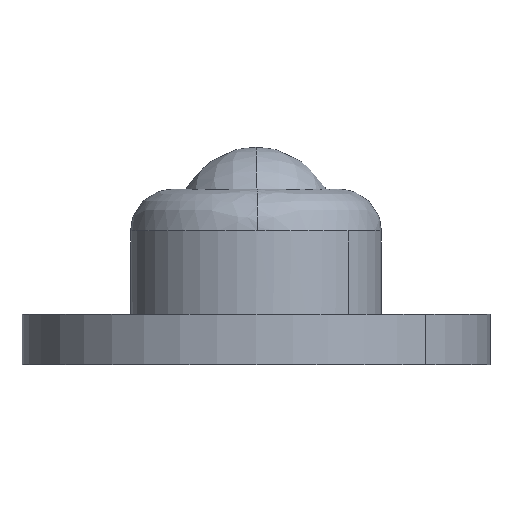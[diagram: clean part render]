
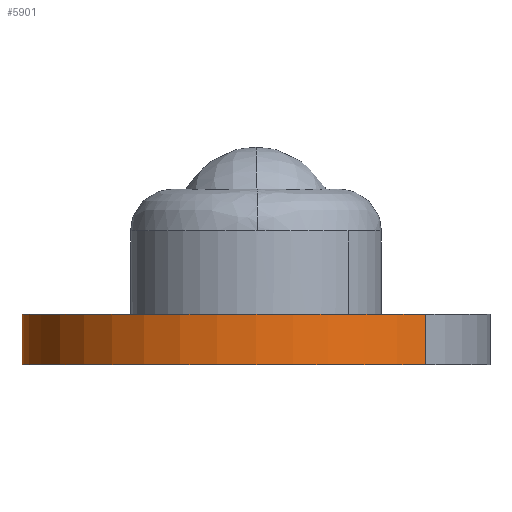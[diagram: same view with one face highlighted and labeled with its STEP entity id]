
A CAD part, left-side view. The second image highlights one B-rep face of the part: STEP entity #5901.
In plain terms, the highlighted free-form (B-spline) face has degree [2, 1] with [5, 2] control points.
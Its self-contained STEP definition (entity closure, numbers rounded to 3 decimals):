
#4824=CARTESIAN_POINT('',(-19.274,-20.31,6.));
#4825=VERTEX_POINT('',#4824);
#4826=CARTESIAN_POINT('',(-28.0,0.0,6.));
#4827=VERTEX_POINT('',#4826);
#4828=CARTESIAN_POINT('',(-19.274,-20.31,6.));
#4829=CARTESIAN_POINT('',(-20.132,-19.496,6.));
#4830=CARTESIAN_POINT('',(-21.907,-17.584,6.));
#4831=CARTESIAN_POINT('',(-24.181,-14.321,6.));
#4832=CARTESIAN_POINT('',(-25.866,-10.918,6.));
#4833=CARTESIAN_POINT('',(-27.105,-7.333,6.));
#4834=CARTESIAN_POINT('',(-27.835,-3.787,6.));
#4835=CARTESIAN_POINT('',(-28.,-1.184,6.));
#4836=CARTESIAN_POINT('',(-28.0,0.0,6.));
#4837=B_SPLINE_CURVE_WITH_KNOTS('',3,(#4828,#4829,#4830,#4831,#4832,#4833,#4834,#4835,#4836),.UNSPECIFIED.,.F.,.U.,(4,1,1,1,1,1,4),(0.,3.551,7.811,11.895,14.913,19.174,22.724),.UNSPECIFIED.);
#4838=EDGE_CURVE('',#4825,#4827,#4837,.T.);
#4875=CARTESIAN_POINT('',(19.274,20.31,6.));
#4876=VERTEX_POINT('',#4875);
#4890=CARTESIAN_POINT('',(0.0,28.0,6.));
#4891=VERTEX_POINT('',#4890);
#4892=CARTESIAN_POINT('',(0.0,28.0,6.));
#4893=CARTESIAN_POINT('',(1.495,28.,6.));
#4894=CARTESIAN_POINT('',(3.654,27.827,6.));
#4895=CARTESIAN_POINT('',(6.968,27.17,6.));
#4896=CARTESIAN_POINT('',(9.674,26.343,6.));
#4897=CARTESIAN_POINT('',(12.772,24.988,6.));
#4898=CARTESIAN_POINT('',(15.983,23.116,6.));
#4899=CARTESIAN_POINT('',(18.15,21.378,6.));
#4900=CARTESIAN_POINT('',(19.274,20.31,6.));
#4901=B_SPLINE_CURVE_WITH_KNOTS('',3,(#4892,#4893,#4894,#4895,#4896,#4897,#4898,#4899,#4900),.UNSPECIFIED.,.F.,.U.,(4,1,1,1,1,1,4),(0.,4.484,6.477,10.131,12.954,16.608,21.258),.UNSPECIFIED.);
#4902=EDGE_CURVE('',#4891,#4876,#4901,.T.);
#4904=CARTESIAN_POINT('',(-28.0,0.0,6.));
#4905=CARTESIAN_POINT('',(-28.,1.833,6.));
#4906=CARTESIAN_POINT('',(-27.701,4.868,6.));
#4907=CARTESIAN_POINT('',(-26.739,8.472,6.));
#4908=CARTESIAN_POINT('',(-25.663,11.312,6.));
#4909=CARTESIAN_POINT('',(-24.542,13.574,6.));
#4910=CARTESIAN_POINT('',(-22.963,16.102,6.));
#4911=CARTESIAN_POINT('',(-20.897,18.783,6.));
#4912=CARTESIAN_POINT('',(-18.174,21.423,6.));
#4913=CARTESIAN_POINT('',(-15.205,23.583,6.));
#4914=CARTESIAN_POINT('',(-12.76,24.968,6.));
#4915=CARTESIAN_POINT('',(-10.252,26.099,6.));
#4916=CARTESIAN_POINT('',(-7.92,26.901,6.));
#4917=CARTESIAN_POINT('',(-4.41,27.746,6.));
#4918=CARTESIAN_POINT('',(-1.833,28.,6.));
#4919=CARTESIAN_POINT('',(0.0,28.0,6.));
#4920=B_SPLINE_CURVE_WITH_KNOTS('',3,(#4904,#4905,#4906,#4907,#4908,#4909,#4910,#4911,#4912,#4913,#4914,#4915,#4916,#4917,#4918,#4919),.UNSPECIFIED.,.F.,.U.,(4,1,1,1,1,1,1,1,1,1,1,1,1,4),(0.,5.498,9.106,11.167,14.604,16.665,20.101,24.74,28.004,31.097,33.159,36.251,38.485,43.982),.UNSPECIFIED.);
#4921=EDGE_CURVE('',#4827,#4891,#4920,.T.);
#5764=CARTESIAN_POINT('',(-19.274,-20.31,0.));
#5765=VERTEX_POINT('',#5764);
#5766=CARTESIAN_POINT('',(-19.274,-20.31,6.));
#5767=CARTESIAN_POINT('',(-19.274,-20.31,0.));
#5768=QUASI_UNIFORM_CURVE('',1,(#5766,#5767),.UNSPECIFIED.,.F.,.U.);
#5769=EDGE_CURVE('',#4825,#5765,#5768,.T.);
#5805=CARTESIAN_POINT('',(19.274,20.31,0.));
#5806=VERTEX_POINT('',#5805);
#5820=CARTESIAN_POINT('',(19.274,20.31,6.));
#5821=CARTESIAN_POINT('',(19.274,20.31,0.));
#5822=QUASI_UNIFORM_CURVE('',1,(#5820,#5821),.UNSPECIFIED.,.F.,.U.);
#5823=EDGE_CURVE('',#4876,#5806,#5822,.T.);
#5828=CARTESIAN_POINT('',(-19.274,-20.31,6.15));
#5829=CARTESIAN_POINT('',(-39.584,-1.037,6.15));
#5830=CARTESIAN_POINT('',(-20.31,19.274,6.15));
#5831=CARTESIAN_POINT('',(-1.037,39.584,6.15));
#5832=CARTESIAN_POINT('',(19.274,20.31,6.15));
#5833=CARTESIAN_POINT('',(-19.274,-20.31,-0.154));
#5834=CARTESIAN_POINT('',(-39.584,-1.037,-0.154));
#5835=CARTESIAN_POINT('',(-20.31,19.274,-0.154));
#5836=CARTESIAN_POINT('',(-1.037,39.584,-0.154));
#5837=CARTESIAN_POINT('',(19.274,20.31,-0.154));
#5845=(BOUNDED_SURFACE()B_SPLINE_SURFACE(2,1,((#5828,#5833),(#5829,#5834),(#5830,#5835),(#5831,#5836),(#5832,#5837)),.UNSPECIFIED.,.F.,.F.,.U.)B_SPLINE_SURFACE_WITH_KNOTS((3,2,3),(2,2),(0.0,46.392,92.784),(0.0,6.304),.UNSPECIFIED.)GEOMETRIC_REPRESENTATION_ITEM()RATIONAL_B_SPLINE_SURFACE(((1.0,1.0),(0.707,0.707),(1.0,1.0),(0.707,0.707),(1.0,1.0)))REPRESENTATION_ITEM('')SURFACE());
#5846=ORIENTED_EDGE('',*,*,#4902,.T.);
#5847=ORIENTED_EDGE('',*,*,#5823,.T.);
#5848=CARTESIAN_POINT('',(0.0,28.0,0.));
#5849=VERTEX_POINT('',#5848);
#5850=CARTESIAN_POINT('',(0.0,28.0,0.));
#5851=CARTESIAN_POINT('',(1.495,28.,0.));
#5852=CARTESIAN_POINT('',(3.875,27.809,0.));
#5853=CARTESIAN_POINT('',(6.966,27.158,0.));
#5854=CARTESIAN_POINT('',(9.457,26.397,0.));
#5855=CARTESIAN_POINT('',(11.765,25.452,0.));
#5856=CARTESIAN_POINT('',(14.271,24.146,0.));
#5857=CARTESIAN_POINT('',(16.774,22.502,0.));
#5858=CARTESIAN_POINT('',(18.471,21.073,0.));
#5859=CARTESIAN_POINT('',(19.274,20.31,0.));
#5860=B_SPLINE_CURVE_WITH_KNOTS('',3,(#5850,#5851,#5852,#5853,#5854,#5855,#5856,#5857,#5858,#5859),.UNSPECIFIED.,.F.,.U.,(4,1,1,1,1,1,1,4),(0.,4.484,7.141,9.467,12.29,14.615,17.937,21.258),.UNSPECIFIED.);
#5861=EDGE_CURVE('',#5849,#5806,#5860,.T.);
#5862=ORIENTED_EDGE('',*,*,#5861,.F.);
#5863=CARTESIAN_POINT('',(-28.0,0.0,0.));
#5864=VERTEX_POINT('',#5863);
#5865=CARTESIAN_POINT('',(-28.0,0.0,0.));
#5866=CARTESIAN_POINT('',(-28.,1.833,0.));
#5867=CARTESIAN_POINT('',(-27.701,4.868,0.));
#5868=CARTESIAN_POINT('',(-26.739,8.472,0.));
#5869=CARTESIAN_POINT('',(-25.663,11.312,0.));
#5870=CARTESIAN_POINT('',(-24.185,14.294,0.));
#5871=CARTESIAN_POINT('',(-22.04,17.421,0.));
#5872=CARTESIAN_POINT('',(-19.402,20.295,0.));
#5873=CARTESIAN_POINT('',(-16.811,22.476,0.));
#5874=CARTESIAN_POINT('',(-13.837,24.424,0.));
#5875=CARTESIAN_POINT('',(-10.849,25.893,0.));
#5876=CARTESIAN_POINT('',(-7.378,27.088,0.));
#5877=CARTESIAN_POINT('',(-3.837,27.826,0.));
#5878=CARTESIAN_POINT('',(-1.26,28.,0.));
#5879=CARTESIAN_POINT('',(0.0,28.0,0.));
#5880=B_SPLINE_CURVE_WITH_KNOTS('',3,(#5865,#5866,#5867,#5868,#5869,#5870,#5871,#5872,#5873,#5874,#5875,#5876,#5877,#5878,#5879),.UNSPECIFIED.,.F.,.U.,(4,1,1,1,1,1,1,1,1,1,1,1,4),(0.,5.498,9.106,11.167,14.604,19.071,22.507,26.286,29.207,33.159,36.251,40.203,43.982),.UNSPECIFIED.);
#5881=EDGE_CURVE('',#5864,#5849,#5880,.T.);
#5882=ORIENTED_EDGE('',*,*,#5881,.F.);
#5883=CARTESIAN_POINT('',(-19.274,-20.31,0.));
#5884=CARTESIAN_POINT('',(-20.304,-19.333,0.));
#5885=CARTESIAN_POINT('',(-21.817,-17.661,0.));
#5886=CARTESIAN_POINT('',(-23.834,-14.806,0.));
#5887=CARTESIAN_POINT('',(-25.323,-12.106,0.));
#5888=CARTESIAN_POINT('',(-26.565,-9.028,0.));
#5889=CARTESIAN_POINT('',(-27.347,-6.231,0.));
#5890=CARTESIAN_POINT('',(-27.872,-3.196,0.));
#5891=CARTESIAN_POINT('',(-28.,-1.184,0.));
#5892=CARTESIAN_POINT('',(-28.0,0.0,0.));
#5893=B_SPLINE_CURVE_WITH_KNOTS('',3,(#5883,#5884,#5885,#5886,#5887,#5888,#5889,#5890,#5891,#5892),.UNSPECIFIED.,.F.,.U.,(4,1,1,1,1,1,1,4),(0.,4.261,6.746,10.474,13.493,16.688,19.174,22.724),.UNSPECIFIED.);
#5894=EDGE_CURVE('',#5765,#5864,#5893,.T.);
#5895=ORIENTED_EDGE('',*,*,#5894,.F.);
#5896=ORIENTED_EDGE('',*,*,#5769,.F.);
#5897=ORIENTED_EDGE('',*,*,#4838,.T.);
#5898=ORIENTED_EDGE('',*,*,#4921,.T.);
#5899=EDGE_LOOP('',(#5846,#5847,#5862,#5882,#5895,#5896,#5897,#5898));
#5900=FACE_OUTER_BOUND('',#5899,.T.);
#5901=ADVANCED_FACE('',(#5900),#5845,.T.);
